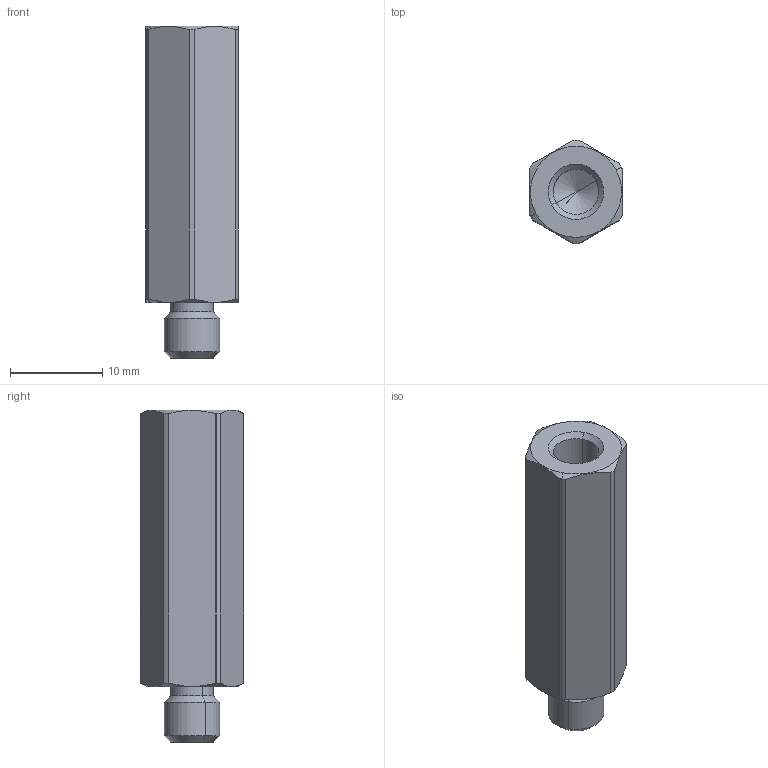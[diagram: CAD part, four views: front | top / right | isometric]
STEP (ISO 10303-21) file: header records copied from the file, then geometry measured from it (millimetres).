
FILE_DESCRIPTION(('CATIA V5R24 STEP','CAx-IF Rec.Pracs.--- Model Styling and Organization---1.2---2011-12-15'),'2;1');
FILE_NAME ('411108_2_3896100000_3896300000_XXXXX_SP_30_STP.stp','2018-07-06T08:15:03+00:00',('none'),('Weidmueller'),'CATIA Version 5-6 Release 2014 SP4 HF52','CATIA V5 STEP AP214','none');
FILE_SCHEMA(('AUTOMOTIVE_DESIGN { 1 0 10303 214 1 1 1 1 }'));
Length unit declared in the file: millimetre
Products named in the file (1): SP_M6_30_MSZN
Bounding box: 10 x 11.2 x 36 mm (x, y, z)
Volume: 2438.7 mm3; surface area: 1530.9 mm2
Topology: 1 solids, 1 shells, 35 faces, 82 edges, 49 vertices
Faces by surface type: cylinder 14, cone 12, plane 9
Entity records: 928 total; most frequent: CARTESIAN_POINT 209, ORIENTED_EDGE 160, DIRECTION 106, EDGE_CURVE 80, AXIS2_PLACEMENT_3D 56, VERTEX_POINT 49, EDGE_LOOP 37, CIRCLE 36
